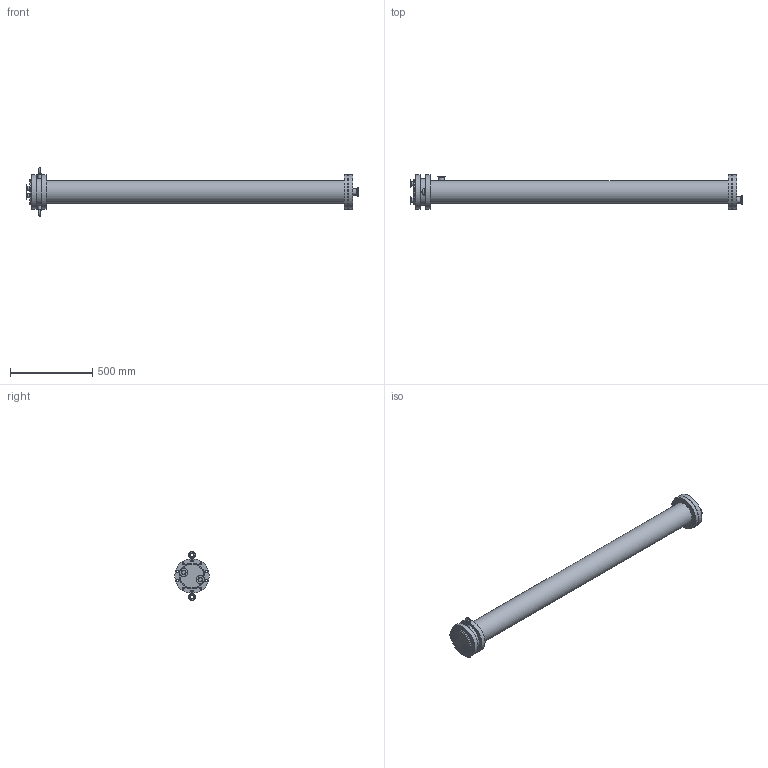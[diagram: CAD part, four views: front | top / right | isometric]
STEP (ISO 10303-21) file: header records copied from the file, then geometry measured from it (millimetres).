
FILE_DESCRIPTION(/* description */ (''),/* implementation_level */ '2;1');
FILE_NAME(/* name */ 'HEX10U-5B-15-10 .stp',/* time_stamp */ '2024-04-19T09:41:49+09:00',/* author */ ('autocad33'),/* organization */ (''),/* preprocessor_version */ 'ST-DEVELOPER v19.2',/* originating_system */ 'Autodesk Inventor 2023',/* authorisation */ '');
FILE_SCHEMA (('AUTOMOTIVE_DESIGN { 1 0 10303 214 3 1 1 }'));
Length unit declared in the file: millimetre
Products named in the file (1): HEX10U-8B-20-15
Bounding box: 2023 x 210 x 296.49 mm (x, y, z)
Volume: 32252584.5 mm3; surface area: 1159240.5 mm2
Topology: 2 solids, 2 shells, 103 faces, 266 edges, 178 vertices
Faces by surface type: cylinder 62, plane 16, torus 13, cone 10, bspline 2
Full cylindrical faces by diameter (mm): 13 x40, 20 x2, 23 x2, 25.4 x2, 35.7 x2, 38.1 x2, 50.5 x4, 139.8 x1, 147 x1, 163.5 x1, 210 x4
Entity records: 3977 total; most frequent: CARTESIAN_POINT 1124, DIRECTION 617, ORIENTED_EDGE 532, AXIS2_PLACEMENT_3D 275, EDGE_CURVE 266, EDGE_LOOP 198, VERTEX_POINT 178, CIRCLE 173
